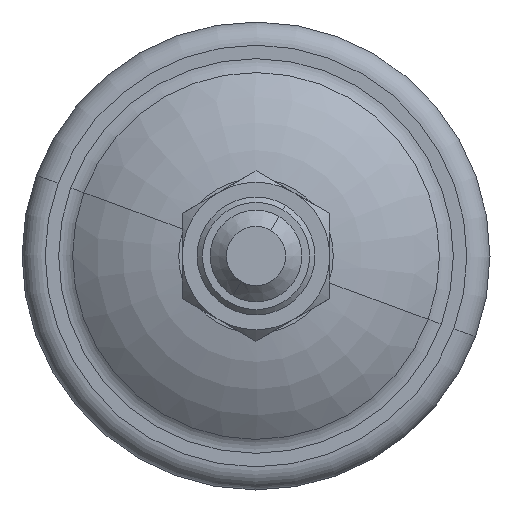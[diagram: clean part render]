
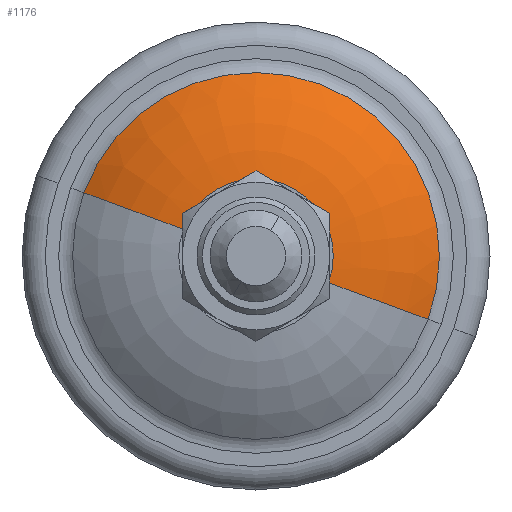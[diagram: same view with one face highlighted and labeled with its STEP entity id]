
A CAD part, front view. The second image highlights one B-rep face of the part: STEP entity #1176.
In plain terms, the highlighted toroidal (fillet/blend) face has major radius 4.683 mm and minor radius 20.2 mm.
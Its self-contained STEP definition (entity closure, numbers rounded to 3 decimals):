
#50 = AXIS2_PLACEMENT_3D ( 'NONE', #400, #1259, #2067 ) ;
#226 = FACE_OUTER_BOUND ( 'NONE', #1446, .T. ) ;
#262 = ORIENTED_EDGE ( 'NONE', *, *, #903, .F. ) ;
#334 = TOROIDAL_SURFACE ( 'NONE', #1291, 4.683, 20.2 ) ;
#400 = CARTESIAN_POINT ( 'NONE',  ( 4.395, -14.28, -1.617 ) ) ;
#411 = CIRCLE ( 'NONE', #973, 17.4 ) ;
#480 = DIRECTION ( 'NONE',  ( 0.939, 0., -0.345 ) ) ;
#497 = VERTEX_POINT ( 'NONE', #1808 ) ;
#526 = CARTESIAN_POINT ( 'NONE',  ( 16.33, -29.975, -6.008 ) ) ;
#589 = CIRCLE ( 'NONE', #2164, 7.33 ) ;
#618 = CIRCLE ( 'NONE', #50, 20.2 ) ;
#687 = DIRECTION ( 'NONE',  ( 0., -1., 0. ) ) ;
#788 = DIRECTION ( 'NONE',  ( 0., -1., 0. ) ) ;
#840 = DIRECTION ( 'NONE',  ( 0., -1., 0. ) ) ;
#849 = CIRCLE ( 'NONE', #2374, 20.2 ) ;
#850 = ORIENTED_EDGE ( 'NONE', *, *, #1432, .T. ) ;
#903 = EDGE_CURVE ( 'NONE', #2690, #497, #618, .T. ) ;
#973 = AXIS2_PLACEMENT_3D ( 'NONE', #2655, #788, #1809 ) ;
#1008 = VERTEX_POINT ( 'NONE', #2183 ) ;
#1015 = DIRECTION ( 'NONE',  ( 0.345, 0., 0.939 ) ) ;
#1138 = EDGE_CURVE ( 'NONE', #1008, #2057, #849, .T. ) ;
#1176 = ADVANCED_FACE ( 'NONE', ( #226 ), #334, .T. ) ;
#1259 = DIRECTION ( 'NONE',  ( -0.345, 0., -0.939 ) ) ;
#1291 = AXIS2_PLACEMENT_3D ( 'NONE', #2503, #840, #1480 ) ;
#1316 = CARTESIAN_POINT ( 'NONE',  ( -6.879, -34.306, 2.531 ) ) ;
#1353 = EDGE_CURVE ( 'NONE', #497, #2057, #589, .T. ) ;
#1432 = EDGE_CURVE ( 'NONE', #2690, #1008, #411, .T. ) ;
#1446 = EDGE_LOOP ( 'NONE', ( #850, #1939, #2169, #262 ) ) ;
#1480 = DIRECTION ( 'NONE',  ( 0.939, 0., -0.345 ) ) ;
#1808 = CARTESIAN_POINT ( 'NONE',  ( 6.879, -34.306, -2.531 ) ) ;
#1809 = DIRECTION ( 'NONE',  ( 0.939, 0., -0.345 ) ) ;
#1850 = DIRECTION ( 'NONE',  ( 0.939, 0., -0.345 ) ) ;
#1939 = ORIENTED_EDGE ( 'NONE', *, *, #1138, .T. ) ;
#2057 = VERTEX_POINT ( 'NONE', #1316 ) ;
#2067 = DIRECTION ( 'NONE',  ( -0.939, 0., 0.345 ) ) ;
#2164 = AXIS2_PLACEMENT_3D ( 'NONE', #2551, #687, #480 ) ;
#2169 = ORIENTED_EDGE ( 'NONE', *, *, #1353, .F. ) ;
#2183 = CARTESIAN_POINT ( 'NONE',  ( -16.33, -29.975, 6.008 ) ) ;
#2374 = AXIS2_PLACEMENT_3D ( 'NONE', #2640, #1015, #1850 ) ;
#2503 = CARTESIAN_POINT ( 'NONE',  ( 0., -14.28, 0. ) ) ;
#2551 = CARTESIAN_POINT ( 'NONE',  ( 0., -34.306, 0. ) ) ;
#2640 = CARTESIAN_POINT ( 'NONE',  ( -4.395, -14.28, 1.617 ) ) ;
#2655 = CARTESIAN_POINT ( 'NONE',  ( 0., -29.975, 0. ) ) ;
#2690 = VERTEX_POINT ( 'NONE', #526 ) ;
